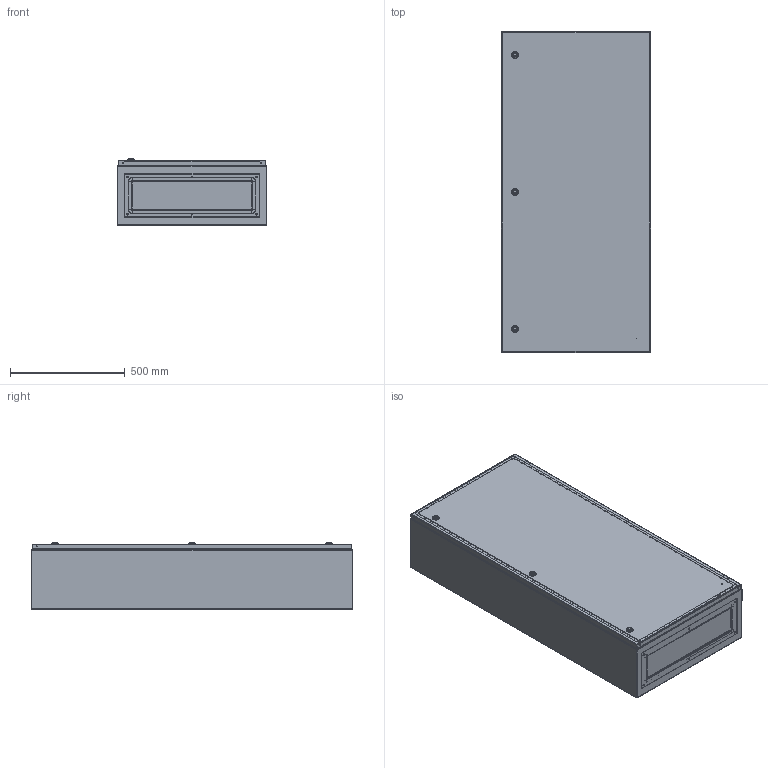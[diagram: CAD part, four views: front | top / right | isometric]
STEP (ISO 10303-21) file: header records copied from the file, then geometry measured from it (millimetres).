
FILE_DESCRIPTION (( 'STEP AP214' ), '1' );
FILE_NAME ('岓臍 099..STEP', '2023-10-05T09:22:41', ( '' ), ( '' ), 'SwSTEP 2.0', 'SolidWorks 2022', '' );
FILE_SCHEMA (( 'AUTOMOTIVE_DESIGN' ));
Length unit declared in the file: millimetre
Products named in the file (24): КИВА 009.06.01_Крышка; КИВА 009.02.00_Дверь_в_сборе_009.02.00-12; IEK 705.024 Колпачок; Шпилька для конденсаторной сварки_М6х16; hex flange nut_din_Hexagon Flange Nut DIN 6923 - M6 - N; КИВА 099.; КИВА 099.01.02 Боковина верхняя_099.01.02-10; КИВА 009.02.01_Дверь_009.02.01-12; RAKU-PUR 32-3250_645х1395; IEK 705.021 (Полупетля)_из 2мм; КИВА 099.05.01_099.05.01-12 ЩМП-7; КИВА 099.00.01 Панель_ЩМП-7 IP54; Шпилька для конденсаторной сварки_М8х25; КИВА 099.01.00 Оболочка_099.01.00-12; Замок MS 705-III; RAKU-PUR 32-3250_590х190; Шпилька для конденсаторной сварки_М6х20; КИВА 099.01.03 Боковина нижняя_009.01.03-10; IEK 705.022 Стойка петли_2 мм; КИВА 099.05.00СБ Боковина в сборе_099.05.00-12; КИВА 009.06.00_Крышка_в_сборе; Заклёпка вытяжная_4.8x3; hex flange nut_din_Hexagon Flange Nut DIN 6923 - M8 - S; IEK 705.023 Ось
Assembly tree (55 placements, depth 4):
  КИВА 099.
    КИВА 099.01.00 Оболочка_099.01.00-12
      КИВА 099.05.00СБ Боковина в сборе_099.05.00-12
        КИВА 099.05.01_099.05.01-12 ЩМП-7
        Шпилька для конденсаторной сварки_М8х25  x4
        Шпилька для конденсаторной сварки_М6х20
      КИВА 099.01.02 Боковина верхняя_099.01.02-10
      КИВА 099.01.03 Боковина нижняя_009.01.03-10
      Заклёпка вытяжная_4.8x3  x6
      IEK 705.022 Стойка петли_2 мм  x3
      Шпилька для конденсаторной сварки_М6х16  x6
    КИВА 009.02.00_Дверь_в_сборе_009.02.00-12
      КИВА 009.02.01_Дверь_009.02.01-12
      Шпилька для конденсаторной сварки_М6х16
      IEK 705.021 (Полупетля)_из 2мм  x3
      Замок MS 705-III  x3
      RAKU-PUR 32-3250_645х1395
    КИВА 099.00.01 Панель_ЩМП-7 IP54
    hex flange nut_din_Hexagon Flange Nut DIN 6923 - M8 - S  x4
    IEK 705.023 Ось  x3
    IEK 705.024 Колпачок  x3
    hex flange nut_din_Hexagon Flange Nut DIN 6923 - M6 - N  x6
    КИВА 009.06.00_Крышка_в_сборе
      КИВА 009.06.01_Крышка
      RAKU-PUR 32-3250_590х190
Bounding box: 650 x 1400 x 290.4 mm (x, y, z)
Volume: 6246097 mm3; surface area: 8327134.5 mm2
Topology: 54 solids, 54 shells, 1741 faces, 3777 edges, 2184 vertices
Faces by surface type: plane 668, cylinder 535, cone 262, torus 142, bspline 122, sphere 12
Entity records: 26755 total; most frequent: CARTESIAN_POINT 6479, DIRECTION 4041, ORIENTED_EDGE 3758, EDGE_CURVE 1879, AXIS2_PLACEMENT_3D 1485, VERTEX_POINT 1100, LINE 1071, VECTOR 1071
